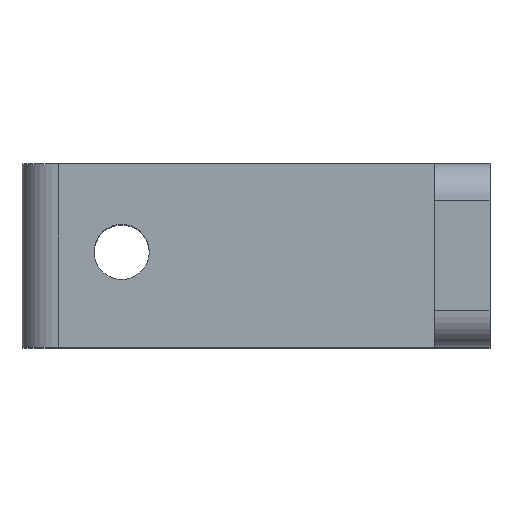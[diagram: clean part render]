
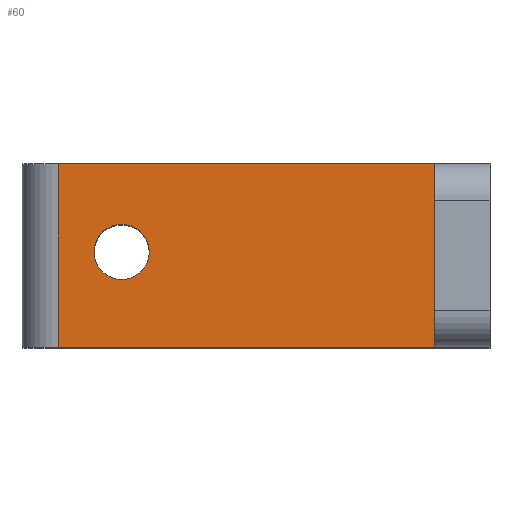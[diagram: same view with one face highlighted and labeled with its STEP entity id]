
A CAD part, top view. The second image highlights one B-rep face of the part: STEP entity #60.
In plain terms, the highlighted planar face has unit normal (0, 0, 1).
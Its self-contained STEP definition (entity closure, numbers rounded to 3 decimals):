
#60=ADVANCED_FACE('',(#134,#136),#138,.T.);
#134=FACE_BOUND('',#135,.T.);
#135=EDGE_LOOP('',(#320,#321,#322,#323));
#136=FACE_BOUND('',#137,.T.);
#137=EDGE_LOOP('',(#324));
#138=PLANE('',#139);
#139=AXIS2_PLACEMENT_3D('',#140,#141,#142);
#140=CARTESIAN_POINT('',(-20.02,6.7,3.));
#141=DIRECTION('',(0.,0.,1.));
#142=DIRECTION('',(-1.,0.,0.));
#320=ORIENTED_EDGE('',*,*,#432,.F.);
#321=ORIENTED_EDGE('',*,*,#409,.T.);
#322=ORIENTED_EDGE('',*,*,#433,.F.);
#323=ORIENTED_EDGE('',*,*,#427,.T.);
#324=ORIENTED_EDGE('',*,*,#397,.T.);
#397=EDGE_CURVE('',#463,#463,#464,.F.);
#409=EDGE_CURVE('',#486,#484,#487,.T.);
#427=EDGE_CURVE('',#520,#518,#521,.T.);
#432=EDGE_CURVE('',#486,#518,#528,.T.);
#433=EDGE_CURVE('',#520,#484,#529,.F.);
#463=VERTEX_POINT('',#577);
#464=CIRCLE('',#578,1.5);
#484=VERTEX_POINT('',#625);
#486=VERTEX_POINT('',#629);
#487=LINE('',#630,#631);
#518=VERTEX_POINT('',#698);
#520=VERTEX_POINT('',#703);
#521=LINE('',#704,#705);
#528=LINE('',#722,#723);
#529=LINE('',#725,#726);
#577=CARTESIAN_POINT('',(-20.02,6.7,3.));
#578=AXIS2_PLACEMENT_3D('',#579,#580,#581);
#579=CARTESIAN_POINT('',(-20.02,5.2,3.));
#580=DIRECTION('',(0.,0.,1.));
#581=DIRECTION('',(0.,1.,0.));
#625=CARTESIAN_POINT('',(-3.,0.,3.));
#629=CARTESIAN_POINT('',(-23.44,0.,3.));
#630=CARTESIAN_POINT('',(-23.44,0.,3.));
#631=VECTOR('',#632,1.);
#632=DIRECTION('',(1.,0.,0.));
#698=CARTESIAN_POINT('',(-23.44,10.,3.));
#703=CARTESIAN_POINT('',(-3.,10.,3.));
#704=CARTESIAN_POINT('',(-3.,10.,3.));
#705=VECTOR('',#706,1.);
#706=DIRECTION('',(-1.,0.,0.));
#722=CARTESIAN_POINT('',(-23.44,0.,3.));
#723=VECTOR('',#724,1.);
#724=DIRECTION('',(0.,1.,0.));
#725=CARTESIAN_POINT('',(-3.,0.,3.));
#726=VECTOR('',#727,1.);
#727=DIRECTION('',(0.,1.,0.));
